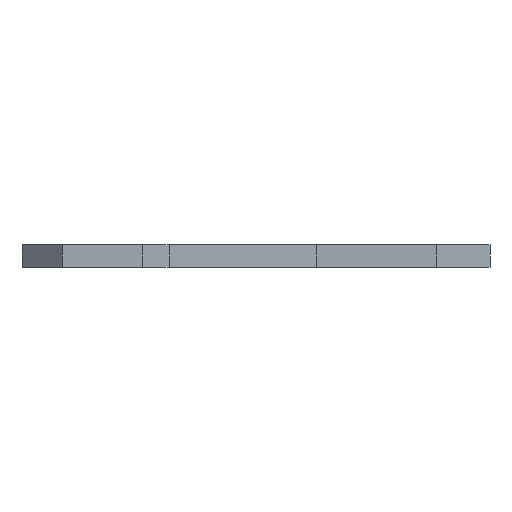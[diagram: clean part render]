
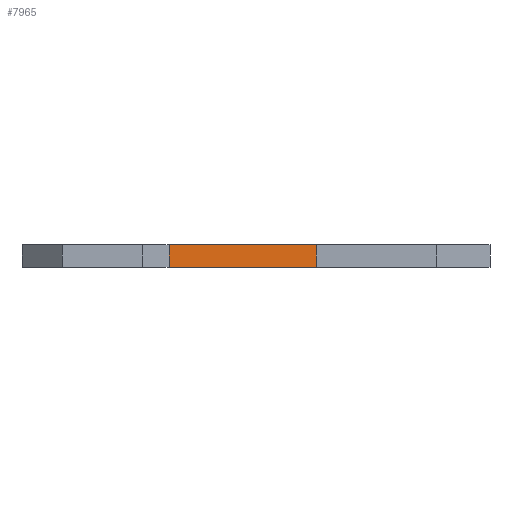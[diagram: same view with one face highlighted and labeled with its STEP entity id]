
A CAD part, left-side view. The second image highlights one B-rep face of the part: STEP entity #7965.
In plain terms, the highlighted planar face has unit normal (-0.707, -0.707, 0).
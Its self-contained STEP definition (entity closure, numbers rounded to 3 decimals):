
#90 = PLANE('',#91);
#91 = AXIS2_PLACEMENT_3D('',#92,#93,#94);
#92 = CARTESIAN_POINT('',(140.335,-82.954,1.07));
#93 = DIRECTION('',(-0.,-0.,-1.));
#94 = DIRECTION('',(-1.,0.,0.));
#144 = PLANE('',#145);
#145 = AXIS2_PLACEMENT_3D('',#146,#147,#148);
#146 = CARTESIAN_POINT('',(140.335,-82.954,0.));
#147 = DIRECTION('',(-0.,-0.,-1.));
#148 = DIRECTION('',(-1.,0.,0.));
#477 = VERTEX_POINT('',#478);
#478 = CARTESIAN_POINT('',(128.27,-87.63,0.));
#492 = PLANE('',#493);
#493 = AXIS2_PLACEMENT_3D('',#494,#495,#496);
#494 = CARTESIAN_POINT('',(128.27,-93.345,0.));
#495 = DIRECTION('',(-1.,0.,0.));
#496 = DIRECTION('',(0.,1.,0.));
#504 = EDGE_CURVE('',#477,#505,#507,.T.);
#505 = VERTEX_POINT('',#506);
#506 = CARTESIAN_POINT('',(121.285,-80.645,0.));
#507 = SURFACE_CURVE('',#508,(#512,#519),.PCURVE_S1.);
#508 = LINE('',#509,#510);
#509 = CARTESIAN_POINT('',(128.27,-87.63,0.));
#510 = VECTOR('',#511,1.);
#511 = DIRECTION('',(-0.707,0.707,0.));
#512 = PCURVE('',#144,#513);
#513 = DEFINITIONAL_REPRESENTATION('',(#514),#518);
#514 = LINE('',#515,#516);
#515 = CARTESIAN_POINT('',(12.065,-4.676));
#516 = VECTOR('',#517,1.);
#517 = DIRECTION('',(0.707,0.707));
#518 = ( GEOMETRIC_REPRESENTATION_CONTEXT(2) 
PARAMETRIC_REPRESENTATION_CONTEXT() REPRESENTATION_CONTEXT('2D SPACE',''
  ) );
#519 = PCURVE('',#520,#525);
#520 = PLANE('',#521);
#521 = AXIS2_PLACEMENT_3D('',#522,#523,#524);
#522 = CARTESIAN_POINT('',(128.27,-87.63,0.));
#523 = DIRECTION('',(-0.707,-0.707,0.));
#524 = DIRECTION('',(-0.707,0.707,0.));
#525 = DEFINITIONAL_REPRESENTATION('',(#526),#530);
#526 = LINE('',#527,#528);
#527 = CARTESIAN_POINT('',(0.,0.));
#528 = VECTOR('',#529,1.);
#529 = DIRECTION('',(1.,0.));
#530 = ( GEOMETRIC_REPRESENTATION_CONTEXT(2) 
PARAMETRIC_REPRESENTATION_CONTEXT() REPRESENTATION_CONTEXT('2D SPACE',''
  ) );
#548 = PLANE('',#549);
#549 = AXIS2_PLACEMENT_3D('',#550,#551,#552);
#550 = CARTESIAN_POINT('',(121.285,-80.645,0.));
#551 = DIRECTION('',(-0.707,-0.707,0.));
#552 = DIRECTION('',(-0.707,0.707,0.));
#4481 = VERTEX_POINT('',#4482);
#4482 = CARTESIAN_POINT('',(128.27,-87.63,1.07));
#4503 = EDGE_CURVE('',#4481,#4504,#4506,.T.);
#4504 = VERTEX_POINT('',#4505);
#4505 = CARTESIAN_POINT('',(121.285,-80.645,1.07));
#4506 = SURFACE_CURVE('',#4507,(#4511,#4518),.PCURVE_S1.);
#4507 = LINE('',#4508,#4509);
#4508 = CARTESIAN_POINT('',(128.27,-87.63,1.07));
#4509 = VECTOR('',#4510,1.);
#4510 = DIRECTION('',(-0.707,0.707,0.));
#4511 = PCURVE('',#90,#4512);
#4512 = DEFINITIONAL_REPRESENTATION('',(#4513),#4517);
#4513 = LINE('',#4514,#4515);
#4514 = CARTESIAN_POINT('',(12.065,-4.676));
#4515 = VECTOR('',#4516,1.);
#4516 = DIRECTION('',(0.707,0.707));
#4517 = ( GEOMETRIC_REPRESENTATION_CONTEXT(2) 
PARAMETRIC_REPRESENTATION_CONTEXT() REPRESENTATION_CONTEXT('2D SPACE',''
  ) );
#4518 = PCURVE('',#520,#4519);
#4519 = DEFINITIONAL_REPRESENTATION('',(#4520),#4524);
#4520 = LINE('',#4521,#4522);
#4521 = CARTESIAN_POINT('',(0.,-1.07));
#4522 = VECTOR('',#4523,1.);
#4523 = DIRECTION('',(1.,0.));
#4524 = ( GEOMETRIC_REPRESENTATION_CONTEXT(2) 
PARAMETRIC_REPRESENTATION_CONTEXT() REPRESENTATION_CONTEXT('2D SPACE',''
  ) );
#7915 = EDGE_CURVE('',#505,#4504,#7916,.T.);
#7916 = SURFACE_CURVE('',#7917,(#7921,#7928),.PCURVE_S1.);
#7917 = LINE('',#7918,#7919);
#7918 = CARTESIAN_POINT('',(121.285,-80.645,0.));
#7919 = VECTOR('',#7920,1.);
#7920 = DIRECTION('',(0.,0.,1.));
#7921 = PCURVE('',#548,#7922);
#7922 = DEFINITIONAL_REPRESENTATION('',(#7923),#7927);
#7923 = LINE('',#7924,#7925);
#7924 = CARTESIAN_POINT('',(0.,0.));
#7925 = VECTOR('',#7926,1.);
#7926 = DIRECTION('',(0.,-1.));
#7927 = ( GEOMETRIC_REPRESENTATION_CONTEXT(2) 
PARAMETRIC_REPRESENTATION_CONTEXT() REPRESENTATION_CONTEXT('2D SPACE',''
  ) );
#7928 = PCURVE('',#520,#7929);
#7929 = DEFINITIONAL_REPRESENTATION('',(#7930),#7934);
#7930 = LINE('',#7931,#7932);
#7931 = CARTESIAN_POINT('',(9.878,0.));
#7932 = VECTOR('',#7933,1.);
#7933 = DIRECTION('',(0.,-1.));
#7934 = ( GEOMETRIC_REPRESENTATION_CONTEXT(2) 
PARAMETRIC_REPRESENTATION_CONTEXT() REPRESENTATION_CONTEXT('2D SPACE',''
  ) );
#7965 = ADVANCED_FACE('',(#7966),#520,.T.);
#7966 = FACE_BOUND('',#7967,.T.);
#7967 = EDGE_LOOP('',(#7968,#7989,#7990,#7991));
#7968 = ORIENTED_EDGE('',*,*,#7969,.T.);
#7969 = EDGE_CURVE('',#477,#4481,#7970,.T.);
#7970 = SURFACE_CURVE('',#7971,(#7975,#7982),.PCURVE_S1.);
#7971 = LINE('',#7972,#7973);
#7972 = CARTESIAN_POINT('',(128.27,-87.63,0.));
#7973 = VECTOR('',#7974,1.);
#7974 = DIRECTION('',(0.,0.,1.));
#7975 = PCURVE('',#520,#7976);
#7976 = DEFINITIONAL_REPRESENTATION('',(#7977),#7981);
#7977 = LINE('',#7978,#7979);
#7978 = CARTESIAN_POINT('',(0.,0.));
#7979 = VECTOR('',#7980,1.);
#7980 = DIRECTION('',(0.,-1.));
#7981 = ( GEOMETRIC_REPRESENTATION_CONTEXT(2) 
PARAMETRIC_REPRESENTATION_CONTEXT() REPRESENTATION_CONTEXT('2D SPACE',''
  ) );
#7982 = PCURVE('',#492,#7983);
#7983 = DEFINITIONAL_REPRESENTATION('',(#7984),#7988);
#7984 = LINE('',#7985,#7986);
#7985 = CARTESIAN_POINT('',(5.715,0.));
#7986 = VECTOR('',#7987,1.);
#7987 = DIRECTION('',(0.,-1.));
#7988 = ( GEOMETRIC_REPRESENTATION_CONTEXT(2) 
PARAMETRIC_REPRESENTATION_CONTEXT() REPRESENTATION_CONTEXT('2D SPACE',''
  ) );
#7989 = ORIENTED_EDGE('',*,*,#4503,.T.);
#7990 = ORIENTED_EDGE('',*,*,#7915,.F.);
#7991 = ORIENTED_EDGE('',*,*,#504,.F.);
